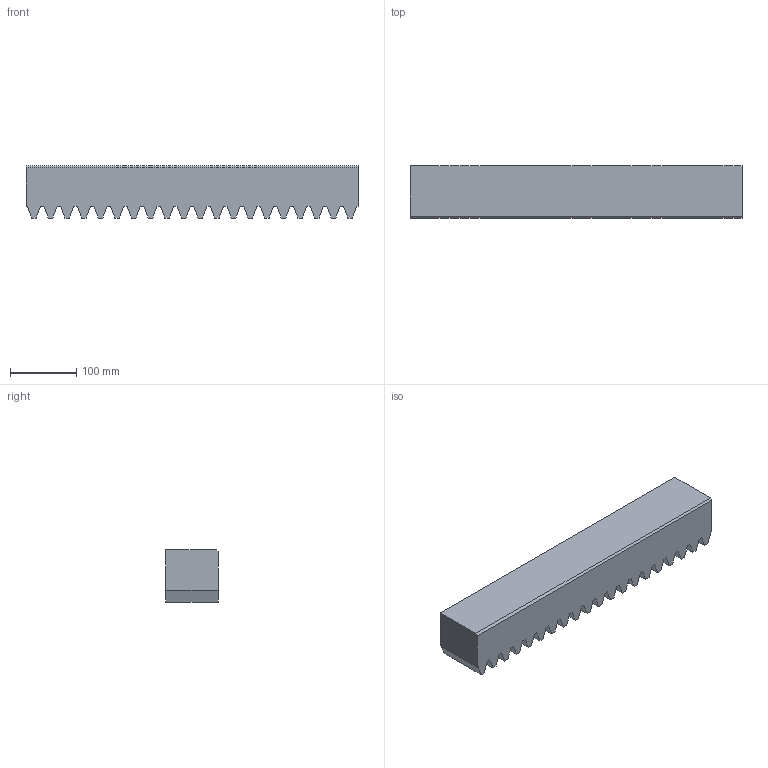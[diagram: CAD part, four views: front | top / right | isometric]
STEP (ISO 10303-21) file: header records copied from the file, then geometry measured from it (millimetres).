
FILE_DESCRIPTION(('STEP AP214'),'1');
FILE_NAME('144-080-305.stp','2017-10-09T11:46:43',('TraceParts'),('TraceParts S.A.'),'Spatial InterOp 3D',' ',' ');
FILE_SCHEMA(('automotive_design'));
Length unit declared in the file: millimetre
Products named in the file (1): 144-080-305
Bounding box: 501.39 x 79 x 79 mm (x, y, z)
Volume: 2792029.2 mm3; surface area: 198536.6 mm2
Topology: 1 solids, 1 shells, 87 faces, 255 edges, 170 vertices
Faces by surface type: plane 87
Entity records: 3550 total; most frequent: CARTESIAN_POINT 513, ORIENTED_EDGE 510, DIRECTION 431, EDGE_CURVE 255, LINE 255, VECTOR 255, VERTEX_POINT 170, STYLED_ITEM 88
